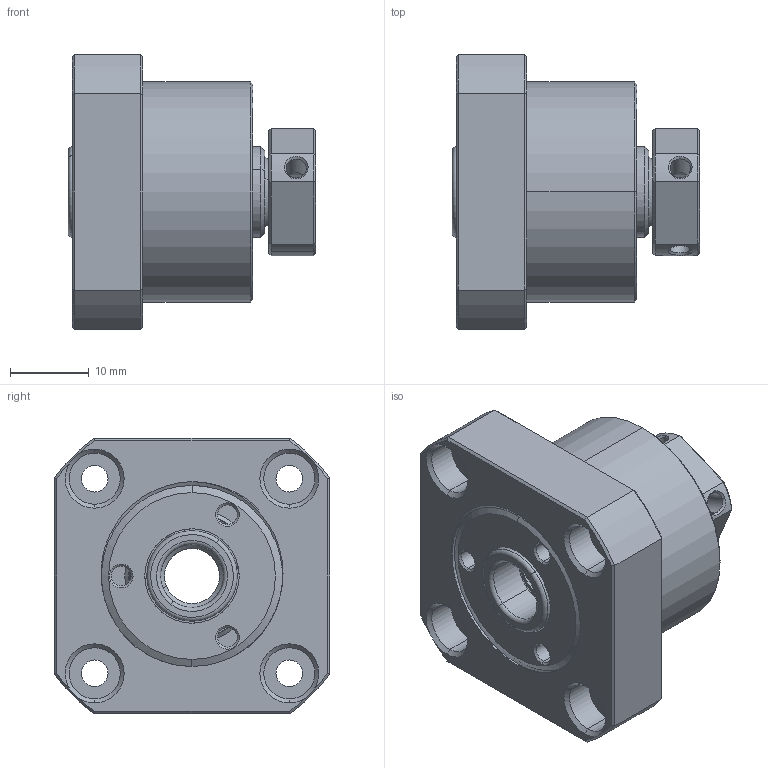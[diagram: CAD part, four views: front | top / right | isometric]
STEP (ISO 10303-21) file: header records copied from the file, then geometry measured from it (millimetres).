
FILE_DESCRIPTION(/* description */ ('Alibre Inc.'),/* implementation_level */ '2;1');
FILE_NAME(/* name */ 'export-CCD05D1B-AF45-42D0-9172-C74F2F2F5F72',/* time_stamp */ '2024-05-16T12:24:19+02:00',/* author */ (''),/* organization */ (''),/* preprocessor_version */ 'ST-DEVELOPER v17',/* originating_system */ 'Alibre',/* authorisation */ '');
FILE_SCHEMA (('AUTOMOTIVE_DESIGN'));
Length unit declared in the file: millimetre
Products named in the file (1): FK08²Õ¦XB
Bounding box: 31.5 x 35 x 35 mm (x, y, z)
Surface area: 7797.8 mm2 (no closed solid volume)
Topology: 0 solids, 7 shells, 167 faces, 408 edges, 250 vertices
Faces by surface type: cylinder 70, cone 46, plane 38, torus 8, bspline 5
Entity records: 5766 total; most frequent: CARTESIAN_POINT 1925, DIRECTION 792, ORIENTED_EDGE 759, EDGE_CURVE 408, AXIS2_PLACEMENT_3D 349, VERTEX_POINT 250, EDGE_LOOP 191, FACE_BOUND 191
